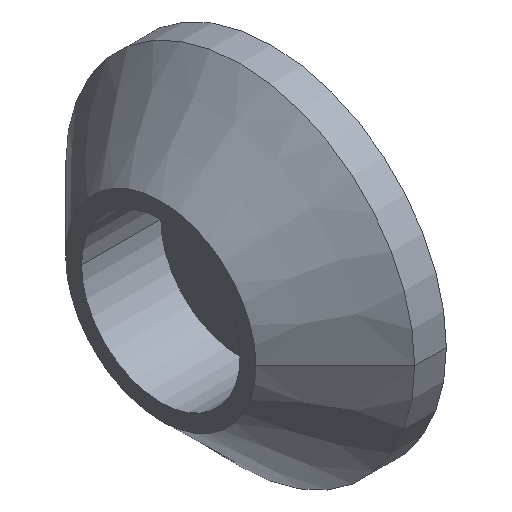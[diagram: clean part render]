
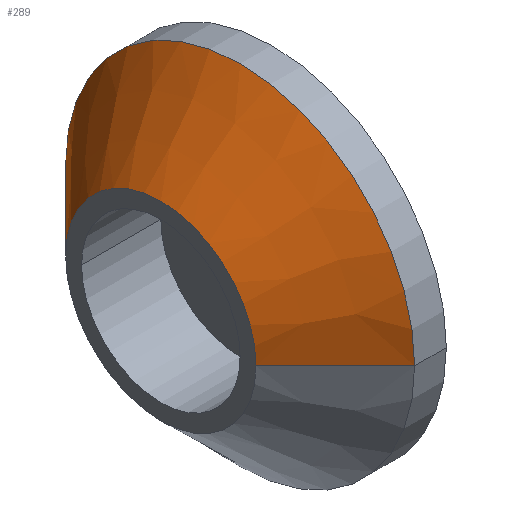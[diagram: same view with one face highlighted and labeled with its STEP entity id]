
A CAD part, isometric view. The second image highlights one B-rep face of the part: STEP entity #289.
In plain terms, the highlighted conical face has half-angle 45 degrees and reference radius 8.5 mm.
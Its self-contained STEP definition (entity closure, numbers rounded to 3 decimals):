
#3 = VECTOR ( 'NONE', #238, 1000. ) ;
#16 = VERTEX_POINT ( 'NONE', #299 ) ;
#24 = EDGE_CURVE ( 'NONE', #201, #35, #210, .T. ) ;
#35 = VERTEX_POINT ( 'NONE', #167 ) ;
#37 = CARTESIAN_POINT ( 'NONE',  ( -7., 0., 0. ) ) ;
#41 = AXIS2_PLACEMENT_3D ( 'NONE', #65, #160, #255 ) ;
#53 = ORIENTED_EDGE ( 'NONE', *, *, #214, .T. ) ;
#58 = FACE_OUTER_BOUND ( 'NONE', #71, .T. ) ;
#65 = CARTESIAN_POINT ( 'NONE',  ( -4.5, 0., 0. ) ) ;
#68 = ORIENTED_EDGE ( 'NONE', *, *, #137, .F. ) ;
#71 = EDGE_LOOP ( 'NONE', ( #68, #53, #147, #193 ) ) ;
#84 = CARTESIAN_POINT ( 'NONE',  ( -4.5, 8.5, 0. ) ) ;
#96 = CARTESIAN_POINT ( 'NONE',  ( -2., 0., 0. ) ) ;
#99 = VERTEX_POINT ( 'NONE', #177 ) ;
#104 = DIRECTION ( 'NONE',  ( 0., 0., 1. ) ) ;
#114 = DIRECTION ( 'NONE',  ( 0.707, 0.707, 0. ) ) ;
#119 = EDGE_CURVE ( 'NONE', #16, #35, #260, .T. ) ;
#123 = AXIS2_PLACEMENT_3D ( 'NONE', #37, #305, #139 ) ;
#137 = EDGE_CURVE ( 'NONE', #99, #201, #279, .T. ) ;
#139 = DIRECTION ( 'NONE',  ( 0., 0., 1. ) ) ;
#146 = LINE ( 'NONE', #298, #3 ) ;
#147 = ORIENTED_EDGE ( 'NONE', *, *, #119, .T. ) ;
#160 = DIRECTION ( 'NONE',  ( 1., 0., 0. ) ) ;
#167 = CARTESIAN_POINT ( 'NONE',  ( -2., 11., 0. ) ) ;
#168 = AXIS2_PLACEMENT_3D ( 'NONE', #96, #182, #104 ) ;
#177 = CARTESIAN_POINT ( 'NONE',  ( -7., -6., 0. ) ) ;
#182 = DIRECTION ( 'NONE',  ( -1., 0., 0. ) ) ;
#193 = ORIENTED_EDGE ( 'NONE', *, *, #24, .F. ) ;
#201 = VERTEX_POINT ( 'NONE', #256 ) ;
#210 = LINE ( 'NONE', #84, #287 ) ;
#214 = EDGE_CURVE ( 'NONE', #99, #16, #146, .T. ) ;
#227 = CONICAL_SURFACE ( 'NONE', #41, 8.5, 0.785 ) ;
#238 = DIRECTION ( 'NONE',  ( 0.707, -0.707, 0. ) ) ;
#255 = DIRECTION ( 'NONE',  ( 0., 1., 0. ) ) ;
#256 = CARTESIAN_POINT ( 'NONE',  ( -7., 6., 0. ) ) ;
#260 = CIRCLE ( 'NONE', #168, 11. ) ;
#279 = CIRCLE ( 'NONE', #123, 6. ) ;
#287 = VECTOR ( 'NONE', #114, 1000. ) ;
#289 = ADVANCED_FACE ( 'NONE', ( #58 ), #227, .T. ) ;
#298 = CARTESIAN_POINT ( 'NONE',  ( -4.5, -8.5, 0. ) ) ;
#299 = CARTESIAN_POINT ( 'NONE',  ( -2., -11., 0. ) ) ;
#305 = DIRECTION ( 'NONE',  ( -1., 0., 0. ) ) ;
